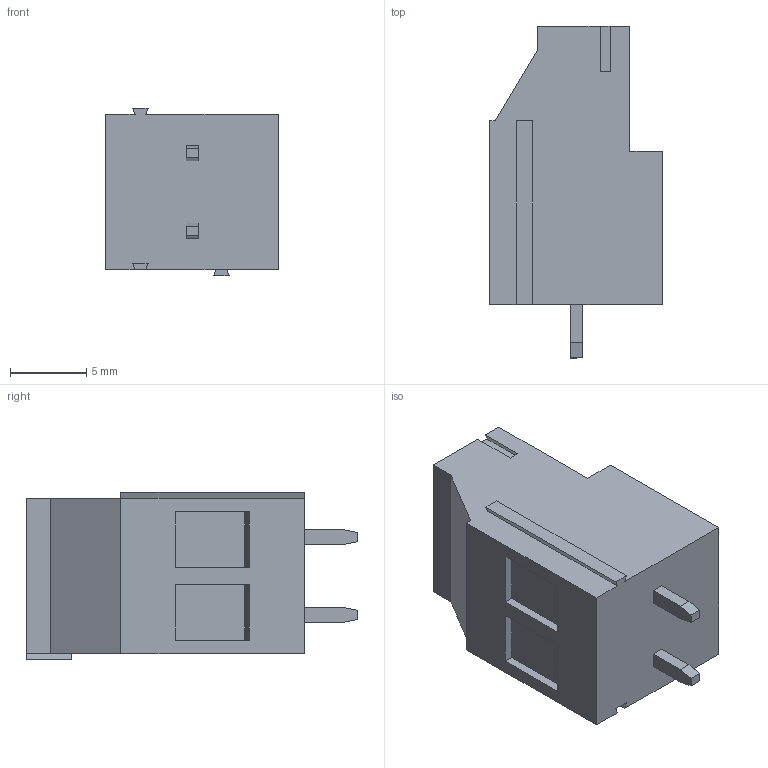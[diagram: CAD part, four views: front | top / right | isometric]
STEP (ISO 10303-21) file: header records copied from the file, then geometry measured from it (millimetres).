
FILE_DESCRIPTION (( 'STEP AP214' ), '1' );
FILE_NAME ('CUI_DEVICES_TB010-508-02BE.step', '2019-10-21T23:57:39', ( '' ), ( '' ), 'SwSTEP 2.0', 'SolidWorks 2019', '' );
FILE_SCHEMA (( 'AUTOMOTIVE_DESIGN' ));
Length unit declared in the file: millimetre
Products named in the file (2): CUI_DEVICES_TB010-508-02BE; TB010-508-02P_Blue - S
Assembly tree (1 placements, depth 2):
  CUI_DEVICES_TB010-508-02BE
    TB010-508-02P_Blue - S
Bounding box: 11.3 x 21.7 x 10.96 mm (x, y, z)
Volume: 1733.6 mm3; surface area: 1126 mm2
Topology: 1 solids, 3 shells, 96 faces, 243 edges, 161 vertices
Faces by surface type: plane 68, bspline 18, cone 6, cylinder 4
Entity records: 4710 total; most frequent: CARTESIAN_POINT 2006, ORIENTED_EDGE 486, DIRECTION 417, EDGE_CURVE 243, VECTOR 161, LINE 161, VERTEX_POINT 161, AXIS2_PLACEMENT_3D 128
